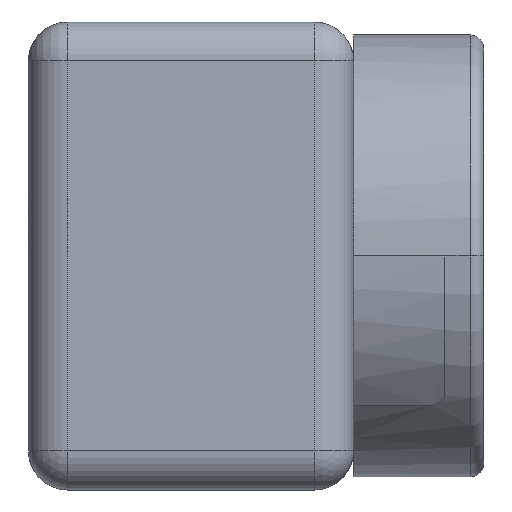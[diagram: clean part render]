
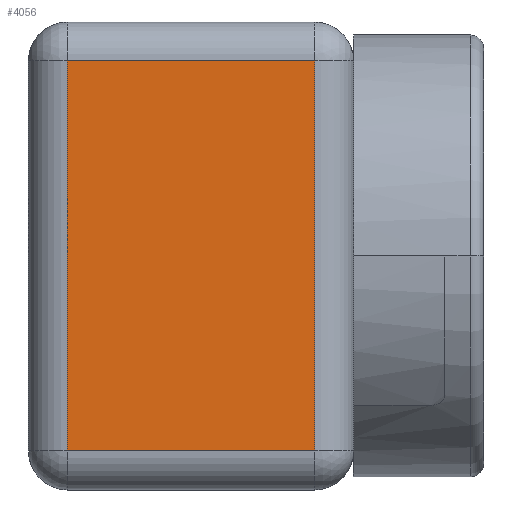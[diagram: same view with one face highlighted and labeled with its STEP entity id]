
A CAD part, left-side view. The second image highlights one B-rep face of the part: STEP entity #4056.
In plain terms, the highlighted planar face has unit normal (-1, 0, 0).
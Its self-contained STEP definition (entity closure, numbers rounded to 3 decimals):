
#47 = LINE ( 'NONE', #1243, #4774 ) ;
#424 = AXIS2_PLACEMENT_3D ( 'NONE', #1035, #1773, #2521 ) ;
#452 = FACE_OUTER_BOUND ( 'NONE', #3600, .T. ) ;
#610 = CARTESIAN_POINT ( 'NONE',  ( -42., 10., -15. ) ) ;
#698 = CARTESIAN_POINT ( 'NONE',  ( -42., 3., -15. ) ) ;
#933 = ORIENTED_EDGE ( 'NONE', *, *, #3361, .T. ) ;
#1035 = CARTESIAN_POINT ( 'NONE',  ( -42., 10., -18. ) ) ;
#1060 = LINE ( 'NONE', #610, #4354 ) ;
#1243 = CARTESIAN_POINT ( 'NONE',  ( -42., 22., -18. ) ) ;
#1697 = VERTEX_POINT ( 'NONE', #698 ) ;
#1773 = DIRECTION ( 'NONE',  ( 1., 0., 0. ) ) ;
#1931 = ORIENTED_EDGE ( 'NONE', *, *, #2121, .T. ) ;
#2121 = EDGE_CURVE ( 'NONE', #4519, #2323, #47, .T. ) ;
#2145 = PLANE ( 'NONE',  #424 ) ;
#2206 = CARTESIAN_POINT ( 'NONE',  ( -42., 3., 15. ) ) ;
#2221 = LINE ( 'NONE', #3138, #4727 ) ;
#2323 = VERTEX_POINT ( 'NONE', #3745 ) ;
#2335 = CARTESIAN_POINT ( 'NONE',  ( -42., 10., 15. ) ) ;
#2521 = DIRECTION ( 'NONE',  ( 0., 0., -1. ) ) ;
#2919 = VERTEX_POINT ( 'NONE', #2206 ) ;
#2961 = LINE ( 'NONE', #2335, #3414 ) ;
#3040 = DIRECTION ( 'NONE',  ( 0., 1., 0. ) ) ;
#3111 = EDGE_CURVE ( 'NONE', #2919, #4519, #2961, .T. ) ;
#3138 = CARTESIAN_POINT ( 'NONE',  ( -42., 3., -18. ) ) ;
#3141 = DIRECTION ( 'NONE',  ( 0., -1., 0. ) ) ;
#3361 = EDGE_CURVE ( 'NONE', #2323, #1697, #1060, .T. ) ;
#3414 = VECTOR ( 'NONE', #3040, 1000. ) ;
#3546 = ORIENTED_EDGE ( 'NONE', *, *, #3111, .T. ) ;
#3600 = EDGE_LOOP ( 'NONE', ( #1931, #933, #4301, #3546 ) ) ;
#3745 = CARTESIAN_POINT ( 'NONE',  ( -42., 22., -15. ) ) ;
#3886 = CARTESIAN_POINT ( 'NONE',  ( -42., 22., 15. ) ) ;
#3920 = DIRECTION ( 'NONE',  ( 0., 0., 1. ) ) ;
#4056 = ADVANCED_FACE ( 'NONE', ( #452 ), #2145, .F. ) ;
#4211 = EDGE_CURVE ( 'NONE', #1697, #2919, #2221, .T. ) ;
#4301 = ORIENTED_EDGE ( 'NONE', *, *, #4211, .T. ) ;
#4354 = VECTOR ( 'NONE', #3141, 1000. ) ;
#4519 = VERTEX_POINT ( 'NONE', #3886 ) ;
#4569 = DIRECTION ( 'NONE',  ( 0., 0., -1. ) ) ;
#4727 = VECTOR ( 'NONE', #3920, 1000. ) ;
#4774 = VECTOR ( 'NONE', #4569, 1000. ) ;
